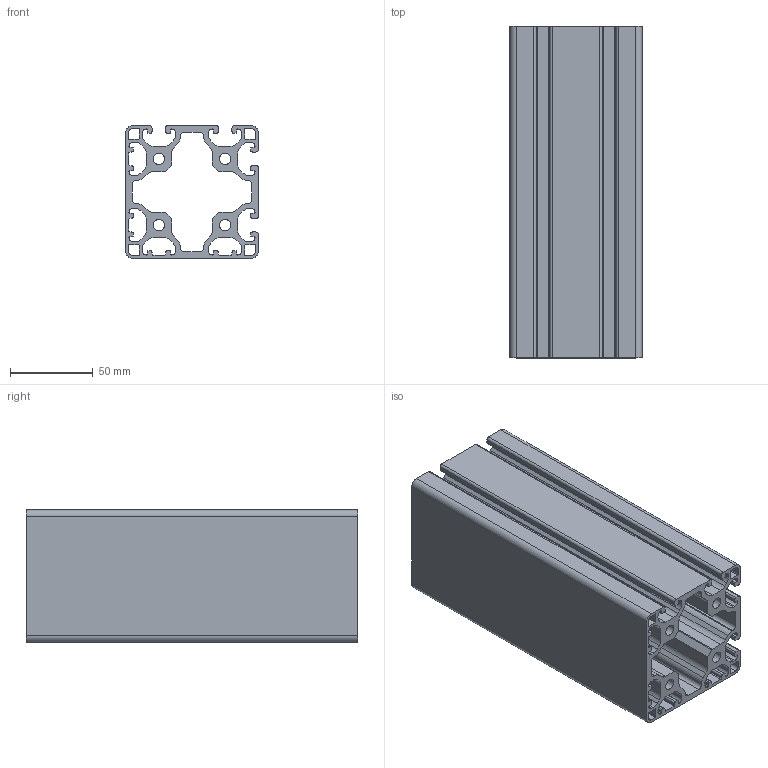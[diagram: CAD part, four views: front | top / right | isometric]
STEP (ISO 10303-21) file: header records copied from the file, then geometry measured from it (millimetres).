
FILE_DESCRIPTION(/* description */ ('Aluminiumprofil 80x80L 4N90'),/* implementation_level */ '2;1');
FILE_NAME(/* name */ 'Syskomp 281808931 Aluminiumprofil 80x80L 4N90.stp',/* time_stamp */ '2017-06-21T12:01:49+02:00',/* author */ ('wheldmann'),/* organization */ (''),/* preprocessor_version */ 'ST-DEVELOPER v16.1',/* originating_system */ 'Autodesk Inventor 2016',/* authorisation */ ' ');
FILE_SCHEMA (('AUTOMOTIVE_DESIGN { 1 0 10303 214 3 1 1 }'));
Length unit declared in the file: millimetre
Products named in the file (1): 281808931 Aluminiumprofil 80x80L 4N90 - 200
Bounding box: 80 x 200 x 80 mm (x, y, z)
Volume: 408995.3 mm3; surface area: 238841.6 mm2
Topology: 1 solids, 1 shells, 318 faces, 948 edges, 632 vertices
Faces by surface type: cylinder 168, plane 150
Full cylindrical faces by diameter (mm): 6.8 x4
Entity records: 10844 total; most frequent: DIRECTION 1918, CARTESIAN_POINT 1895, ORIENTED_EDGE 1888, EDGE_CURVE 944, AXIS2_PLACEMENT_3D 655, VERTEX_POINT 632, LINE 608, VECTOR 608
